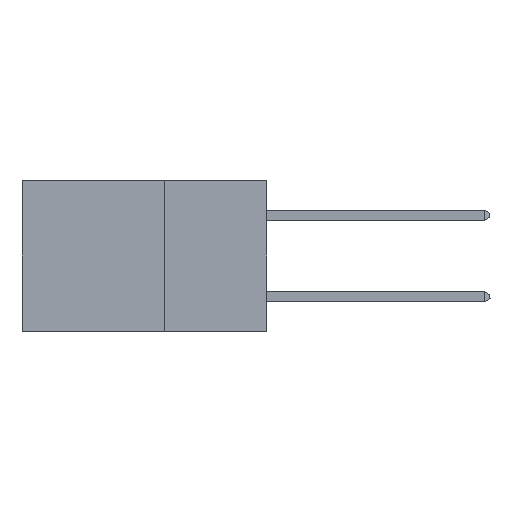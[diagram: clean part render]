
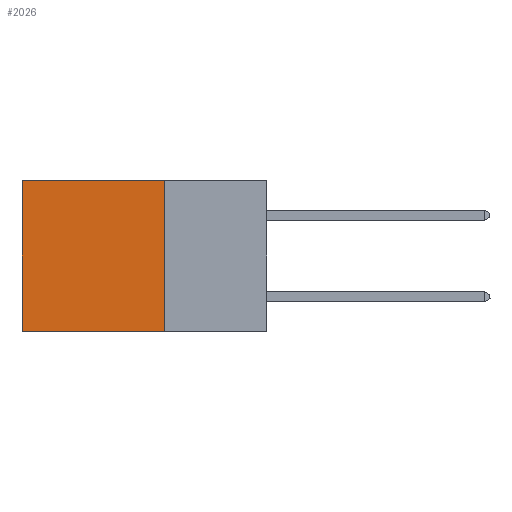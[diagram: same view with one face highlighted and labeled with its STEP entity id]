
A CAD part, left-side view. The second image highlights one B-rep face of the part: STEP entity #2026.
In plain terms, the highlighted planar face has unit normal (-1, 0, 0).
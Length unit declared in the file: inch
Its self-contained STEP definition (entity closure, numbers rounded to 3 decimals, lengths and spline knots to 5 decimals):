
#1734 = CARTESIAN_POINT ( 'NONE',  ( 0.2875, 0.25, 0. ) ) ;
#2026 = ADVANCED_FACE ( 'NONE', ( #33706 ), #2860, .F. ) ;
#2161 = EDGE_CURVE ( 'NONE', #6550, #7914, #30112, .T. ) ;
#2860 = PLANE ( 'NONE',  #23126 ) ;
#2955 = CARTESIAN_POINT ( 'NONE',  ( 0.2875, 0.25, 0. ) ) ;
#3633 = ORIENTED_EDGE ( 'NONE', *, *, #2161, .T. ) ;
#4546 = CARTESIAN_POINT ( 'NONE',  ( 0.2875, 0.6, 0. ) ) ;
#5955 = CARTESIAN_POINT ( 'NONE',  ( 0.2875, 0.6, 0. ) ) ;
#5978 = VECTOR ( 'NONE', #17870, 39.37008 ) ;
#6550 = VERTEX_POINT ( 'NONE', #1734 ) ;
#7914 = VERTEX_POINT ( 'NONE', #5955 ) ;
#8696 = VECTOR ( 'NONE', #26087, 39.37008 ) ;
#9426 = VECTOR ( 'NONE', #12989, 39.37008 ) ;
#11781 = VERTEX_POINT ( 'NONE', #29912 ) ;
#12989 = DIRECTION ( 'NONE',  ( 0., 1., 0. ) ) ;
#13343 = LINE ( 'NONE', #2955, #8696 ) ;
#15752 = DIRECTION ( 'NONE',  ( 1., 0., 0. ) ) ;
#17870 = DIRECTION ( 'NONE',  ( 0., 0., -1. ) ) ;
#19069 = VECTOR ( 'NONE', #37465, 39.37008 ) ;
#23126 = AXIS2_PLACEMENT_3D ( 'NONE', #25988, #15752, #42137 ) ;
#24579 = EDGE_LOOP ( 'NONE', ( #25368, #37618, #28690, #3633 ) ) ;
#25368 = ORIENTED_EDGE ( 'NONE', *, *, #36373, .T. ) ;
#25654 = LINE ( 'NONE', #4546, #5978 ) ;
#25988 = CARTESIAN_POINT ( 'NONE',  ( 0.2875, 0.25, 0. ) ) ;
#26087 = DIRECTION ( 'NONE',  ( 0., 0., -1. ) ) ;
#28690 = ORIENTED_EDGE ( 'NONE', *, *, #34436, .F. ) ;
#29391 = VERTEX_POINT ( 'NONE', #29820 ) ;
#29820 = CARTESIAN_POINT ( 'NONE',  ( 0.2875, 0.25, -0.37 ) ) ;
#29912 = CARTESIAN_POINT ( 'NONE',  ( 0.2875, 0.6, -0.37 ) ) ;
#30112 = LINE ( 'NONE', #32027, #9426 ) ;
#32027 = CARTESIAN_POINT ( 'NONE',  ( 0.2875, 0.25, 0. ) ) ;
#33706 = FACE_OUTER_BOUND ( 'NONE', #24579, .T. ) ;
#34150 = CARTESIAN_POINT ( 'NONE',  ( 0.2875, 0.25, -0.37 ) ) ;
#34181 = EDGE_CURVE ( 'NONE', #29391, #11781, #36571, .T. ) ;
#34436 = EDGE_CURVE ( 'NONE', #6550, #29391, #13343, .T. ) ;
#36373 = EDGE_CURVE ( 'NONE', #7914, #11781, #25654, .T. ) ;
#36571 = LINE ( 'NONE', #34150, #19069 ) ;
#37465 = DIRECTION ( 'NONE',  ( 0., 1., 0. ) ) ;
#37618 = ORIENTED_EDGE ( 'NONE', *, *, #34181, .F. ) ;
#42137 = DIRECTION ( 'NONE',  ( 0., 0., -1. ) ) ;
